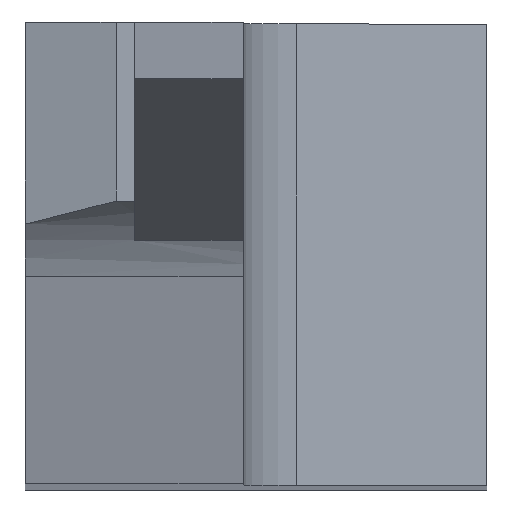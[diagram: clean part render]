
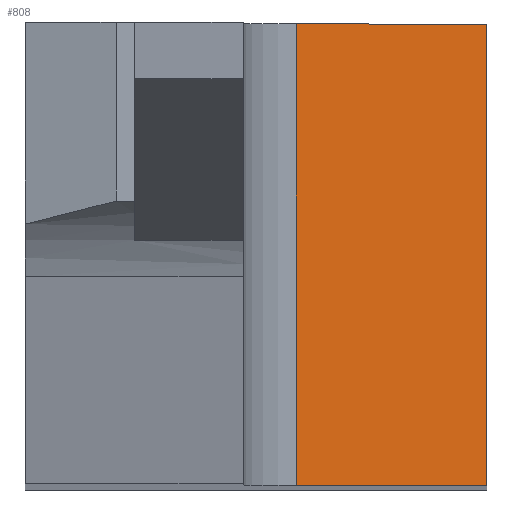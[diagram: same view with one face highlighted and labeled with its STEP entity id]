
A CAD part, top view. The second image highlights one B-rep face of the part: STEP entity #808.
In plain terms, the highlighted planar face has unit normal (0.707, 0, 0.707).
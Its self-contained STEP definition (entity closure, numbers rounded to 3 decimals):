
#135 = VERTEX_POINT ( 'NONE', #188 ) ;
#156 = CARTESIAN_POINT ( 'NONE',  ( 7.464, 12.7, -24.536 ) ) ;
#188 = CARTESIAN_POINT ( 'NONE',  ( 12.7, 0., -29.771 ) ) ;
#278 = EDGE_CURVE ( 'Defeature ausgef�hrt2_2+Defeature ausgef�hrt2_7+Defeature ausgef�hrt2_5+Defeature ausgef�hrt2_8', #135, #1130, #455, .T. ) ;
#306 = VERTEX_POINT ( 'NONE', #156 ) ;
#410 = EDGE_LOOP ( 'NONE', ( #713, #912, #941, #689 ) ) ;
#443 = EDGE_CURVE ( 'Defeature ausgef�hrt2_7+Defeature ausgef�hrt2_8+Defeature ausgef�hrt2_1+Defeature ausgef�hrt2_2', #306, #1130, #1275, .T. ) ;
#455 = LINE ( 'NONE', #583, #618 ) ;
#458 = CARTESIAN_POINT ( 'NONE',  ( 41.464, 12.7, -58.536 ) ) ;
#462 = DIRECTION ( 'NONE',  ( 0.707, 0., -0.707 ) ) ;
#524 = CARTESIAN_POINT ( 'NONE',  ( 12.7, 139.7, -29.771 ) ) ;
#532 = VERTEX_POINT ( 'NONE', #576 ) ;
#538 = PLANE ( 'NONE',  #773 ) ;
#551 = DIRECTION ( 'NONE',  ( 0.707, 0., 0.707 ) ) ;
#552 = DIRECTION ( 'NONE',  ( 0.707, 0., -0.707 ) ) ;
#576 = CARTESIAN_POINT ( 'NONE',  ( 12.7, 12.7, -29.771 ) ) ;
#583 = CARTESIAN_POINT ( 'NONE',  ( 41.464, 0., -58.536 ) ) ;
#618 = VECTOR ( 'NONE', #755, 1000. ) ;
#652 = VECTOR ( 'NONE', #1226, 1000. ) ;
#689 = ORIENTED_EDGE ( 'NONE', *, *, #1187, .F. ) ;
#713 = ORIENTED_EDGE ( 'NONE', *, *, #761, .F. ) ;
#755 = DIRECTION ( 'NONE',  ( -0.707, 0., 0.707 ) ) ;
#761 = EDGE_CURVE ( 'Defeature ausgef�hrt2_1+Defeature ausgef�hrt2_7+Defeature ausgef�hrt2_8+Defeature ausgef�hrt2_5', #306, #532, #1052, .T. ) ;
#773 = AXIS2_PLACEMENT_3D ( 'NONE', #524, #551, #552 ) ;
#808 = ADVANCED_FACE ( 'Defeature ausgef�hrt2_7', ( #919 ), #538, .T. ) ;
#912 = ORIENTED_EDGE ( 'NONE', *, *, #443, .T. ) ;
#919 = FACE_OUTER_BOUND ( 'NONE', #410, .T. ) ;
#921 = LINE ( 'NONE', #1033, #1207 ) ;
#923 = CARTESIAN_POINT ( 'NONE',  ( 7.464, 0., -24.536 ) ) ;
#941 = ORIENTED_EDGE ( 'NONE', *, *, #278, .F. ) ;
#1004 = DIRECTION ( 'NONE',  ( 0., -1., 0. ) ) ;
#1033 = CARTESIAN_POINT ( 'NONE',  ( 12.7, 139.7, -29.771 ) ) ;
#1038 = VECTOR ( 'NONE', #462, 1000. ) ;
#1052 = LINE ( 'NONE', #458, #1038 ) ;
#1065 = CARTESIAN_POINT ( 'NONE',  ( 7.464, 139.7, -24.536 ) ) ;
#1130 = VERTEX_POINT ( 'NONE', #923 ) ;
#1187 = EDGE_CURVE ( 'Defeature ausgef�hrt2_5+Defeature ausgef�hrt2_7+Defeature ausgef�hrt2_1+Defeature ausgef�hrt2_2', #532, #135, #921, .T. ) ;
#1207 = VECTOR ( 'NONE', #1004, 1000. ) ;
#1226 = DIRECTION ( 'NONE',  ( 0., -1., 0. ) ) ;
#1275 = LINE ( 'NONE', #1065, #652 ) ;
